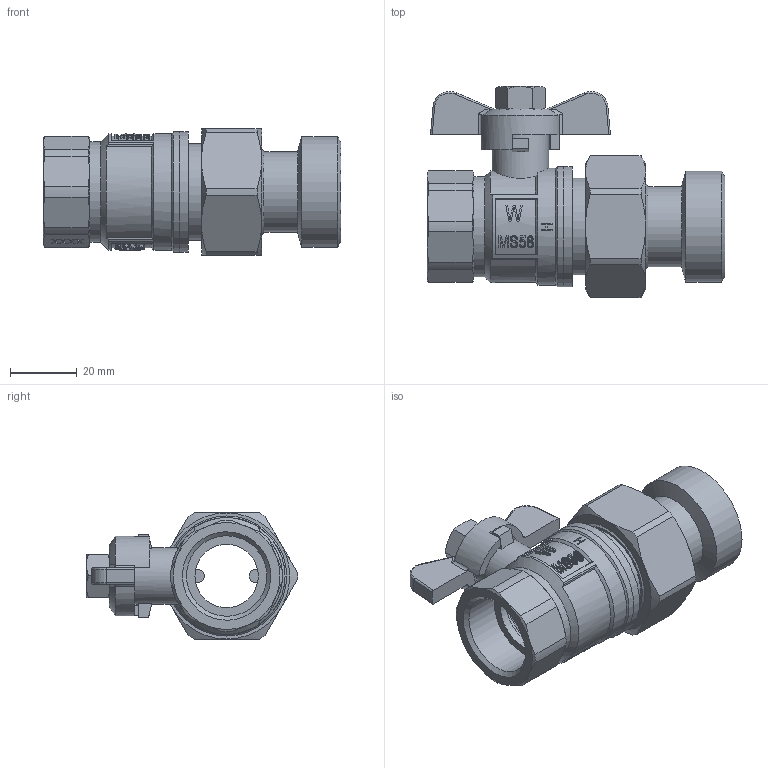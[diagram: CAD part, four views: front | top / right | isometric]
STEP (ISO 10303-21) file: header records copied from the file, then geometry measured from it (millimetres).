
FILE_DESCRIPTION(/* description */ ('Unknown'),/* implementation_level */ '2;1');
FILE_NAME(/* name */ '703-56',/* time_stamp */ '2022-06-20T11:58:59+02:00',/* author */ ('Unknown'),/* organization */ ('Unknown'),/* preprocessor_version */ 'ST-DEVELOPER v16.7',/* originating_system */ 'Solid Edge',/* authorisation */ 'Unknown');
FILE_SCHEMA (('AUTOMOTIVE_DESIGN {1 0 10303 214 3 1 1}'));
Length unit declared in the file: millimetre
Products named in the file (12): 703-56; 707-56; Fl_gelgriff; 600-1_4-3_4-Fl_gelgriff; 600-1_2-Mutter-Fl-G; Einschraubteil; 707-05-Kvrper; 724-66; St_tze; _berwurfmutter; Speerring; Dichtung
Assembly tree (11 placements, depth 4):
  703-56
    707-56
      Fl_gelgriff
        600-1_4-3_4-Fl_gelgriff
        600-1_2-Mutter-Fl-G
      Einschraubteil
      707-05-Kvrper
    724-66
      St_tze
      _berwurfmutter
      Speerring
      Dichtung
Bounding box: 89.3 x 63.26 x 37.8 mm (x, y, z)
Volume: 44575.8 mm3; surface area: 32555.6 mm2
Topology: 8 solids, 8 shells, 900 faces, 2464 edges, 1624 vertices
Faces by surface type: plane 718, cylinder 103, cone 70, torus 5, bspline 4
Full cylindrical faces by diameter (mm): 6.75 x1, 8.7 x1, 11 x1, 12.647 x1, 17 x1, 18.5 x1, 19 x2, 20 x1, 22 x2, 24 x1, 24.117 x1, 26 x2, 26.3 x1, 28 x1, 29 x1, 30 x1, 30.2 x1, 30.291 x4, 30.5 x1, 32 x1, 32.2 x1, 32.3 x1, 33.249 x2, 35 x1, 36 x2
Entity records: 37888 total; most frequent: CARTESIAN_POINT 8551, DIRECTION 5289, ORIENTED_EDGE 4784, EDGE_CURVE 2392, AXIS2_PLACEMENT_3D 2099, VERTEX_POINT 1610, LINE 1091, VECTOR 1091
